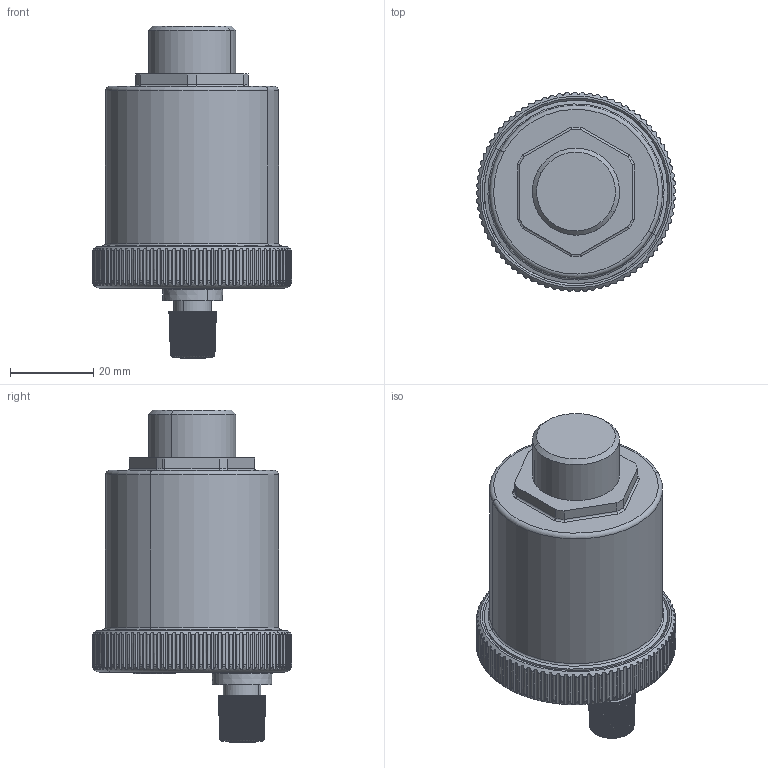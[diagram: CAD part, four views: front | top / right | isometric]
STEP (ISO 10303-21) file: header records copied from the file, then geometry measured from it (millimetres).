
FILE_DESCRIPTION(('CATIA V5 STEP Exchange'),'2;1');
FILE_NAME('STEP_502040_-_TST.stp','2018-09-18T08:14:59+00:00',('none'),('none'),'CATIA Version 5-6 Release 2016 SP4','CATIA V5 STEP AP203','none');
FILE_SCHEMA(('CONFIG_CONTROL_DESIGN'));
Length unit declared in the file: millimetre
Products named in the file (1): 502040 - TST
Bounding box: 47.9 x 47.9 x 79.6 mm (x, y, z)
Volume: 76852.5 mm3; surface area: 12520.4 mm2
Topology: 1 solids, 2 shells, 750 faces, 2184 edges, 1434 vertices
Faces by surface type: plane 303, cylinder 235, extrusion 135, bspline 29, torus 20, cone 19, sphere 9
Entity records: 30304 total; most frequent: CARTESIAN_POINT 12993, ORIENTED_EDGE 4338, DIRECTION 2288, EDGE_CURVE 2169, VERTEX_POINT 1434, B_SPLINE_CURVE_WITH_KNOTS 1259, VECTOR 923, AXIS2_PLACEMENT_3D 812
